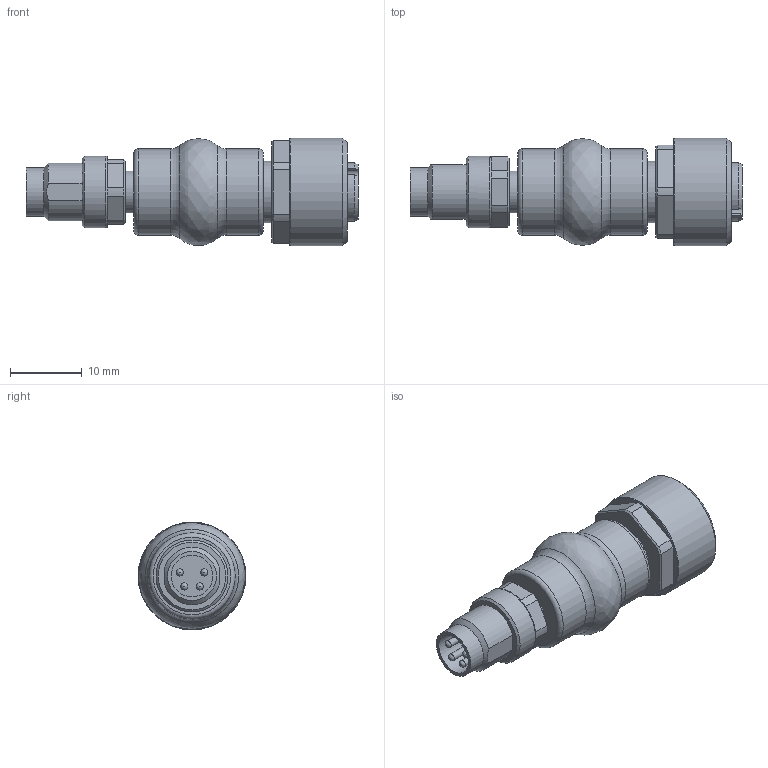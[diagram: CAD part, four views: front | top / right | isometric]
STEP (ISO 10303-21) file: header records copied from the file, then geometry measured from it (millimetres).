
FILE_DESCRIPTION(/* description */ (''),/* implementation_level */ '2;1');
FILE_NAME(/* name */ 'VK000041.stp',/* time_stamp */ '2016-10-11T15:10:03+02:00',/* author */ ('mitarbeiter'),/* organization */ (''),/* preprocessor_version */ 'ST-DEVELOPER v15.2',/* originating_system */ 'Autodesk Inventor 2014',/* authorisation */ '');
FILE_SCHEMA (('AUTOMOTIVE_DESIGN { 1 0 10303 214 3 1 1 }'));
Length unit declared in the file: millimetre
Products named in the file (1): VK000041
Bounding box: 46.2 x 15 x 15 mm (x, y, z)
Volume: 4540.5 mm3; surface area: 2933.1 mm2
Topology: 1 solids, 1 shells, 117 faces, 269 edges, 172 vertices
Faces by surface type: plane 55, cylinder 34, cone 17, torus 6, bspline 5
Full cylindrical faces by diameter (mm): 1 x4, 1.2 x5, 5.8 x2, 6.8 x1, 8.2 x1, 8.5 x1, 10 x1, 11 x1, 12 x2, 15 x1
Entity records: 3214 total; most frequent: CARTESIAN_POINT 740, DIRECTION 520, ORIENTED_EDGE 458, EDGE_CURVE 229, AXIS2_PLACEMENT_3D 223, EDGE_LOOP 164, VERTEX_POINT 161, FACE_OUTER_BOUND 117
